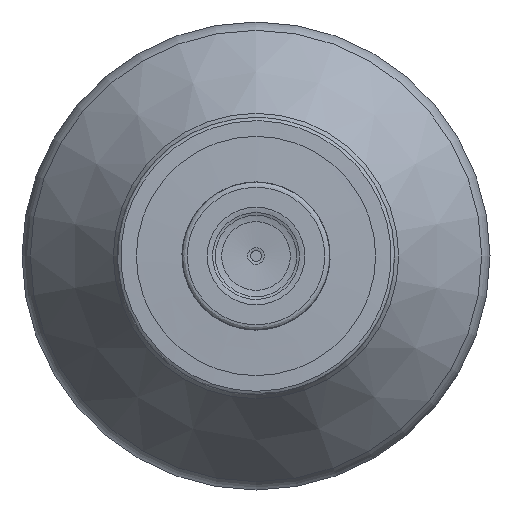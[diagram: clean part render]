
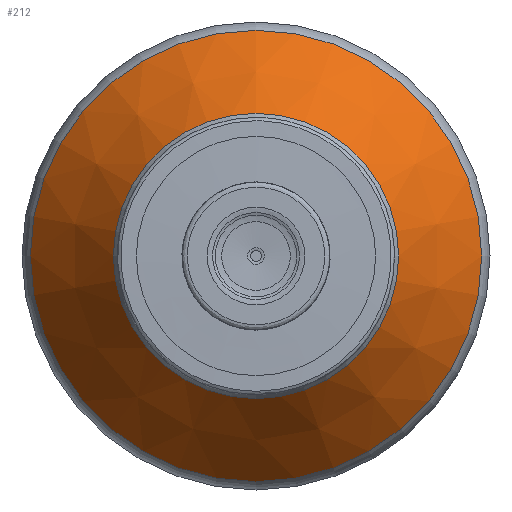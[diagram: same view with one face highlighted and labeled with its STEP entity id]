
A CAD part, left-side view. The second image highlights one B-rep face of the part: STEP entity #212.
In plain terms, the highlighted conical face has half-angle 36.161 degrees and reference radius 26.037 mm.
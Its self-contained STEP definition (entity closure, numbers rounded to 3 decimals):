
#104=CONICAL_SURFACE('',#565,26.037,36.161);
#147=FACE_BOUND('',#280,.T.);
#148=FACE_BOUND('',#281,.T.);
#212=ADVANCED_FACE('',(#147,#148),#104,.T.);
#280=EDGE_LOOP('',(#362));
#281=EDGE_LOOP('',(#363));
#362=ORIENTED_EDGE('',*,*,#471,.T.);
#363=ORIENTED_EDGE('',*,*,#470,.F.);
#429=VERTEX_POINT('',#801);
#430=VERTEX_POINT('',#804);
#470=EDGE_CURVE('',#429,#429,#511,.T.);
#471=EDGE_CURVE('',#430,#430,#512,.T.);
#511=CIRCLE('',#562,26.037);
#512=CIRCLE('',#564,16.463);
#562=AXIS2_PLACEMENT_3D('',#800,#659,#660);
#564=AXIS2_PLACEMENT_3D('',#803,#663,#664);
#565=AXIS2_PLACEMENT_3D('',#805,#665,#666);
#659=DIRECTION('',(1.,0.,0.));
#660=DIRECTION('',(0.,0.,1.));
#663=DIRECTION('',(1.,0.,0.));
#664=DIRECTION('',(0.,0.,1.));
#665=DIRECTION('',(1.,0.,0.));
#666=DIRECTION('',(0.,0.,-1.));
#800=CARTESIAN_POINT('',(116.05,0.,0.));
#801=CARTESIAN_POINT('',(116.05,0.,26.037));
#803=CARTESIAN_POINT('',(102.95,0.,0.));
#804=CARTESIAN_POINT('',(102.95,0.,16.463));
#805=CARTESIAN_POINT('',(116.05,0.,0.));
